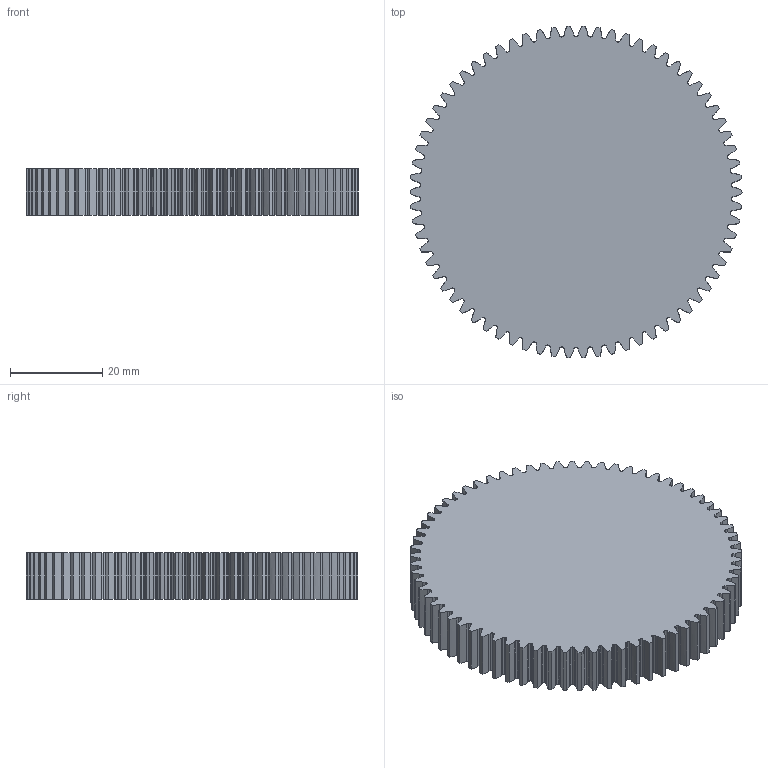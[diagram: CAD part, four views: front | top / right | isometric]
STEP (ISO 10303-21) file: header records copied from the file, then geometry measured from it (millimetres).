
FILE_DESCRIPTION(('FreeCAD Model'),'2;1');
FILE_NAME('Open CASCADE Shape Model','2025-06-25T08:29:30',('BT'),(''), 'Open CASCADE STEP processor 7.8','FreeCAD','Unknown');
FILE_SCHEMA(('AUTOMOTIVE_DESIGN { 1 0 10303 214 1 1 1 1 }'));
Length unit declared in the file: millimetre
Products named in the file (1): Pad
Bounding box: 72 x 71.96 x 10 mm (x, y, z)
Volume: 38345.7 mm3; surface area: 11983 mm2
Topology: 1 solids, 1 shells, 562 faces, 1680 edges, 1120 vertices
Faces by surface type: extrusion 280, cylinder 280, plane 2
Entity records: 20487 total; most frequent: CARTESIAN_POINT 5883, ORIENTED_EDGE 3360, DIRECTION 2526, EDGE_CURVE 1680, VERTEX_POINT 1120, AXIS2_PLACEMENT_3D 843, VECTOR 840, B_SPLINE_CURVE_WITH_KNOTS 840
